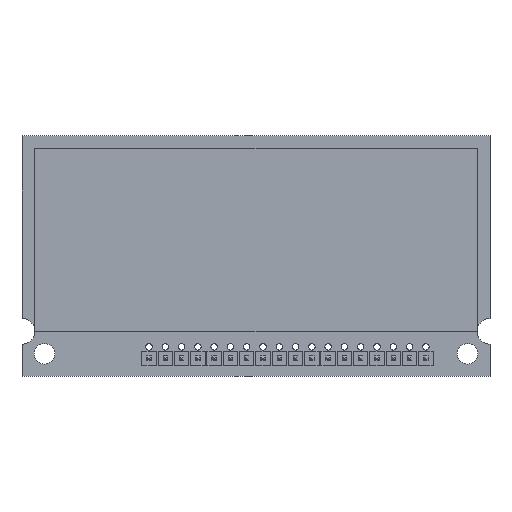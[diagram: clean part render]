
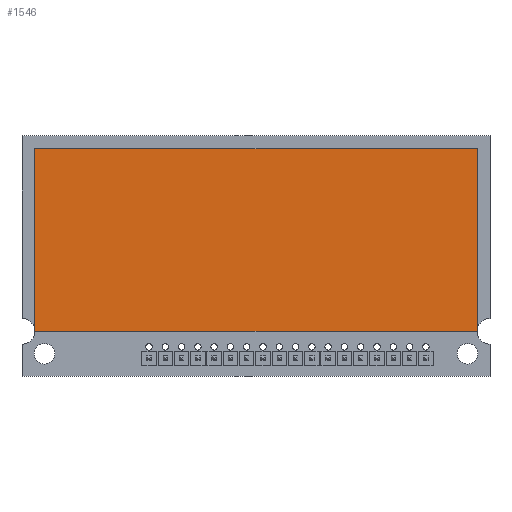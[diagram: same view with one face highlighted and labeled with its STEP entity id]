
A CAD part, top view. The second image highlights one B-rep face of the part: STEP entity #1546.
In plain terms, the highlighted planar face has unit normal (0, 0, 1).
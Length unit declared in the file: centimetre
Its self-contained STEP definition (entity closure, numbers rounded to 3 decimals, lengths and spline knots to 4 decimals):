
#483=VERTEX_POINT('',#2451);
#484=VERTEX_POINT('',#2452);
#487=VERTEX_POINT('',#2460);
#489=VERTEX_POINT('',#2466);
#536=VECTOR('',#2039,1.);
#540=VECTOR('',#2044,1.);
#543=VECTOR('',#2048,1.);
#546=VECTOR('',#2052,1.);
#608=LINE('',#2450,#536);
#612=LINE('',#2459,#540);
#615=LINE('',#2465,#543);
#618=LINE('',#2471,#546);
#760=EDGE_CURVE('',#483,#484,#608,.T.);
#764=EDGE_CURVE('',#484,#487,#612,.T.);
#767=EDGE_CURVE('',#487,#489,#615,.T.);
#770=EDGE_CURVE('',#489,#483,#618,.T.);
#1028=ORIENTED_EDGE('',*,*,#760,.F.);
#1029=ORIENTED_EDGE('',*,*,#770,.F.);
#1030=ORIENTED_EDGE('',*,*,#767,.F.);
#1031=ORIENTED_EDGE('',*,*,#764,.F.);
#1282=EDGE_LOOP('',(#1028,#1029,#1030,#1031));
#1471=FACE_BOUND('',#1282,.T.);
#1546=ADVANCED_FACE('',(#1471),#2619,.T.);
#1701=AXIS2_PLACEMENT_3D('',#2473,#2054,$);
#2039=DIRECTION('',(1.,0.,0.));
#2044=DIRECTION('',(0.,-1.,0.));
#2048=DIRECTION('',(-1.,0.,0.));
#2052=DIRECTION('',(0.,1.,0.));
#2054=DIRECTION('',(0.,0.,1.));
#2450=CARTESIAN_POINT('',(6.9,2.85,0.9));
#2451=CARTESIAN_POINT('',(0.,2.85,0.9));
#2452=CARTESIAN_POINT('',(6.9,2.85,0.9));
#2459=CARTESIAN_POINT('',(6.9,0.,0.9));
#2460=CARTESIAN_POINT('',(6.9,0.,0.9));
#2465=CARTESIAN_POINT('',(0.,0.,0.9));
#2466=CARTESIAN_POINT('',(0.,0.,0.9));
#2471=CARTESIAN_POINT('',(0.,2.85,0.9));
#2473=CARTESIAN_POINT('',(3.45,1.425,0.9));
#2619=PLANE('',#1701);
